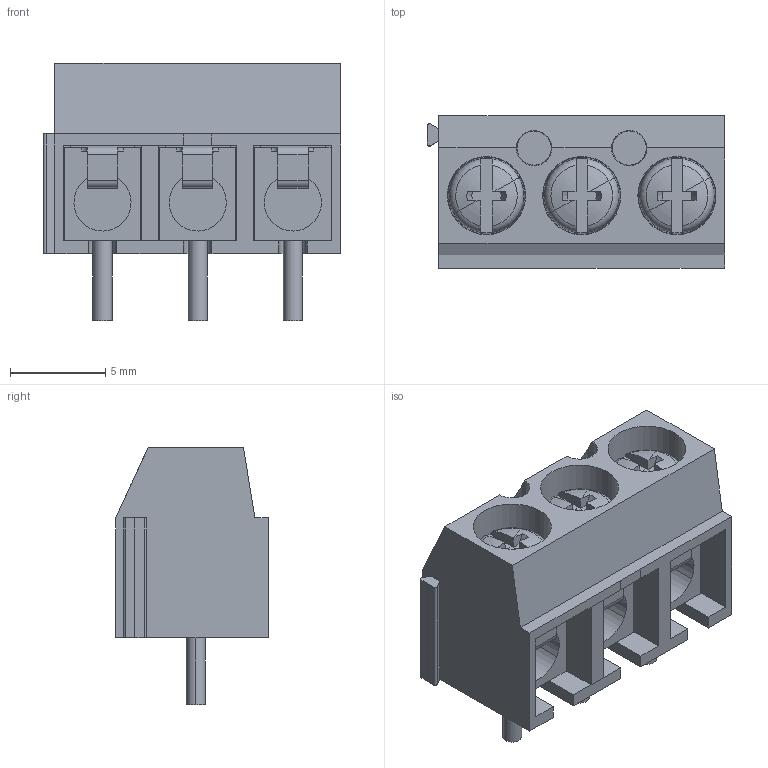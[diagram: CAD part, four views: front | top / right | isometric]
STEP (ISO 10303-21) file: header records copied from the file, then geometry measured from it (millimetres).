
FILE_DESCRIPTION(('CATIA V5 STEP Exchange','CAx-IF Rec.Pracs.--- Model Styling and Organization---1.4--- 2014-01-23'),'2;1');
FILE_NAME ('D1529977_0_1791640000_1791640000.stp','2022-05-05T10:04:23+00:00',('none'),('Weidmueller'),'CATIA Version 5-6 Release 2016 SP3 HF44','CATIA V5 STEP AP214','none');
FILE_SCHEMA(('AUTOMOTIVE_DESIGN { 1 0 10303 214 1 1 1 1 }'));
Length unit declared in the file: millimetre
Products named in the file (1): 1791640000
Bounding box: 15.6 x 8 x 13.5 mm (x, y, z)
Volume: 668.6 mm3; surface area: 1801.4 mm2
Topology: 7 solids, 7 shells, 223 faces, 631 edges, 426 vertices
Faces by surface type: plane 138, cylinder 51, cone 16, revolution 12, torus 6
Entity records: 7057 total; most frequent: CARTESIAN_POINT 1722, ORIENTED_EDGE 1262, DIRECTION 803, EDGE_CURVE 631, VERTEX_POINT 426, VECTOR 396, LINE 396, AXIS2_PLACEMENT_3D 272
